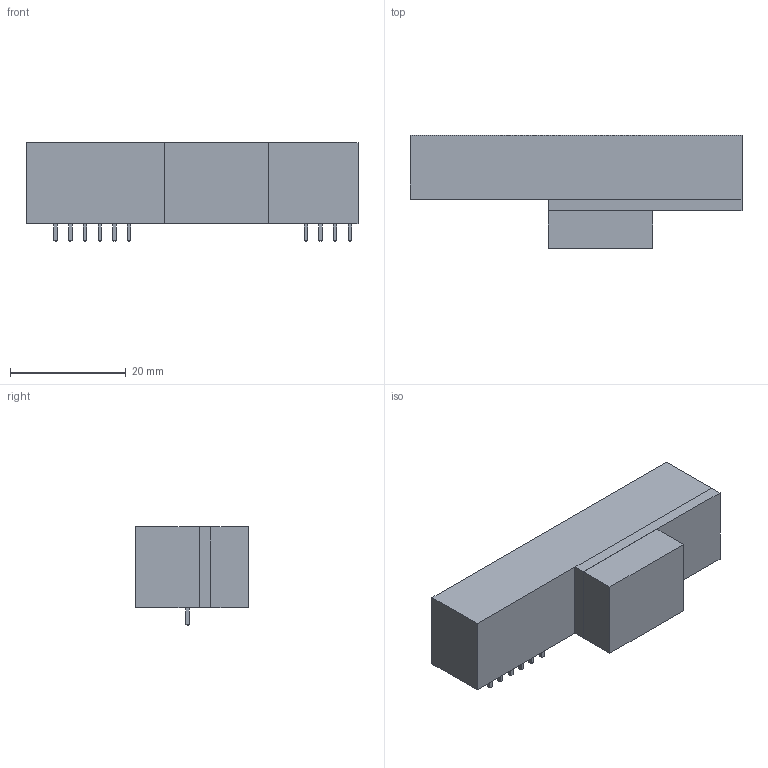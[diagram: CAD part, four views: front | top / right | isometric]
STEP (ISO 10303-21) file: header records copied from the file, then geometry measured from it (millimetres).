
FILE_DESCRIPTION(('FreeCAD Model'),'2;1');
FILE_NAME('Ag5400.step','2022-06-16T08:58:13',('Author'),(''), 'Open CASCADE STEP processor 7.3','FreeCAD','Unknown');
FILE_SCHEMA(('AUTOMOTIVE_DESIGN { 1 0 10303 214 1 1 1 1 }'));
Length unit declared in the file: millimetre
Products named in the file (1): Chamfer
Bounding box: 57.3 x 19.5 x 17.03 mm (x, y, z)
Volume: 11407.8 mm3; surface area: 3848.3 mm2
Topology: 1 solids, 1 shells, 107 faces, 238 edges, 143 vertices
Faces by surface type: plane 107
Entity records: 5951 total; most frequent: CARTESIAN_POINT 965, DIRECTION 930, LINE 714, VECTOR 714, ORIENTED_EDGE 476, PCURVE 476, DEFINITIONAL_REPRESENTATION 476, EDGE_CURVE 238
